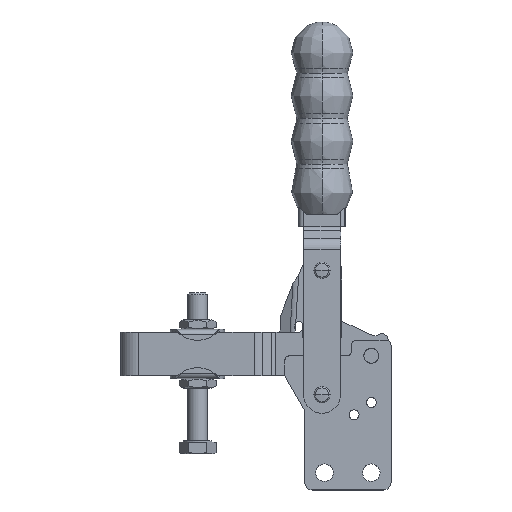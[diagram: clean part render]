
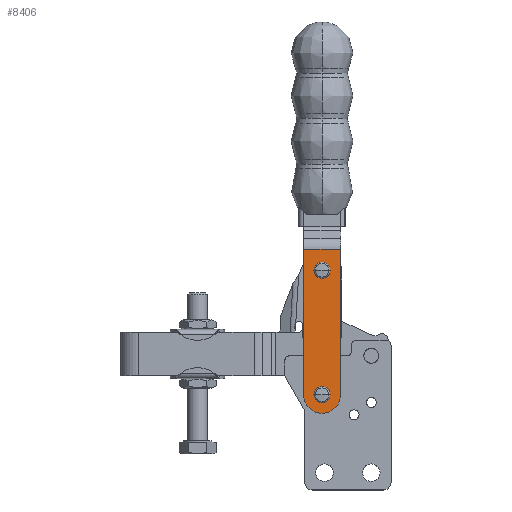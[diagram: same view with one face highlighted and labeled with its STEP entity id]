
A CAD part, top view. The second image highlights one B-rep face of the part: STEP entity #8406.
In plain terms, the highlighted planar face has unit normal (0, 0, 1).
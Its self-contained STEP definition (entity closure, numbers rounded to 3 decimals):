
#5931=CARTESIAN_POINT('',(4.,20.413,18.));
#5932=VERTEX_POINT('',#5931);
#5940=CARTESIAN_POINT('',(10.,20.413,18.));
#5941=VERTEX_POINT('',#5940);
#5942=CARTESIAN_POINT('',(7.,20.413,18.));
#5943=DIRECTION('',(0.0,0.0,-1.0));
#5944=DIRECTION('',(1.0,0.0,0.0));
#5945=AXIS2_PLACEMENT_3D('',#5942,#5943,#5944);
#5946=CIRCLE('',#5945,3.);
#5947=EDGE_CURVE('',#5941,#5932,#5946,.T.);
#6245=CARTESIAN_POINT('',(4.,70.913,18.));
#6246=VERTEX_POINT('',#6245);
#6254=CARTESIAN_POINT('',(10.,70.913,18.));
#6255=VERTEX_POINT('',#6254);
#6256=CARTESIAN_POINT('',(7.,70.913,18.));
#6257=DIRECTION('',(0.0,0.0,-1.0));
#6258=DIRECTION('',(1.0,0.0,0.0));
#6259=AXIS2_PLACEMENT_3D('',#6256,#6257,#6258);
#6260=CIRCLE('',#6259,3.);
#6261=EDGE_CURVE('',#6255,#6246,#6260,.T.);
#6736=CARTESIAN_POINT('',(7.,70.913,18.));
#6737=DIRECTION('',(0.0,0.0,-1.0));
#6738=DIRECTION('',(1.0,0.0,0.0));
#6739=AXIS2_PLACEMENT_3D('',#6736,#6737,#6738);
#6740=CIRCLE('',#6739,3.);
#6741=EDGE_CURVE('',#6246,#6255,#6740,.T.);
#6976=CARTESIAN_POINT('',(7.,20.413,18.));
#6977=DIRECTION('',(0.0,0.0,-1.0));
#6978=DIRECTION('',(1.0,0.0,0.0));
#6979=AXIS2_PLACEMENT_3D('',#6976,#6977,#6978);
#6980=CIRCLE('',#6979,3.);
#6981=EDGE_CURVE('',#5932,#5941,#6980,.T.);
#7913=CARTESIAN_POINT('',(14.5,79.405,18.));
#7914=VERTEX_POINT('',#7913);
#7922=CARTESIAN_POINT('',(14.5,20.413,18.));
#7923=VERTEX_POINT('',#7922);
#7924=CARTESIAN_POINT('',(14.5,79.405,18.));
#7925=DIRECTION('',(0.0,-1.0,0.0));
#7926=VECTOR('',#7925,58.992);
#7927=LINE('',#7924,#7926);
#7928=EDGE_CURVE('',#7914,#7923,#7927,.T.);
#8367=CARTESIAN_POINT('',(7.,92.813,18.));
#8368=DIRECTION('',(0.0,0.0,1.0));
#8369=DIRECTION('',(1.0,0.0,0.0));
#8370=AXIS2_PLACEMENT_3D('',#8367,#8368,#8369);
#8371=PLANE('',#8370);
#8372=CARTESIAN_POINT('',(-0.5,79.405,18.));
#8373=VERTEX_POINT('',#8372);
#8374=CARTESIAN_POINT('',(14.5,79.405,18.));
#8375=DIRECTION('',(-1.0,0.0,0.0));
#8376=VECTOR('',#8375,15.);
#8377=LINE('',#8374,#8376);
#8378=EDGE_CURVE('',#7914,#8373,#8377,.T.);
#8379=ORIENTED_EDGE('',*,*,#8378,.T.);
#8380=CARTESIAN_POINT('',(-0.5,20.413,18.));
#8381=VERTEX_POINT('',#8380);
#8382=CARTESIAN_POINT('',(-0.5,20.413,18.));
#8383=DIRECTION('',(0.0,1.0,0.0));
#8384=VECTOR('',#8383,58.992);
#8385=LINE('',#8382,#8384);
#8386=EDGE_CURVE('',#8381,#8373,#8385,.T.);
#8387=ORIENTED_EDGE('',*,*,#8386,.F.);
#8388=CARTESIAN_POINT('',(7.,20.413,18.));
#8389=DIRECTION('',(0.0,0.0,-1.0));
#8390=DIRECTION('',(1.0,0.0,0.0));
#8391=AXIS2_PLACEMENT_3D('',#8388,#8389,#8390);
#8392=CIRCLE('',#8391,7.5);
#8393=EDGE_CURVE('',#7923,#8381,#8392,.T.);
#8394=ORIENTED_EDGE('',*,*,#8393,.F.);
#8395=ORIENTED_EDGE('',*,*,#7928,.F.);
#8396=EDGE_LOOP('',(#8379,#8387,#8394,#8395));
#8397=FACE_OUTER_BOUND('',#8396,.T.);
#8398=ORIENTED_EDGE('',*,*,#5947,.T.);
#8399=ORIENTED_EDGE('',*,*,#6981,.T.);
#8400=EDGE_LOOP('',(#8398,#8399));
#8401=FACE_BOUND('',#8400,.T.);
#8402=ORIENTED_EDGE('',*,*,#6261,.T.);
#8403=ORIENTED_EDGE('',*,*,#6741,.T.);
#8404=EDGE_LOOP('',(#8402,#8403));
#8405=FACE_BOUND('',#8404,.T.);
#8406=ADVANCED_FACE('',(#8397,#8401,#8405),#8371,.T.);
